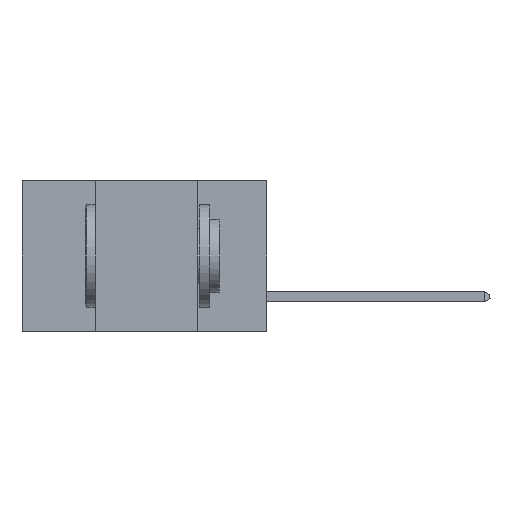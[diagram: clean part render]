
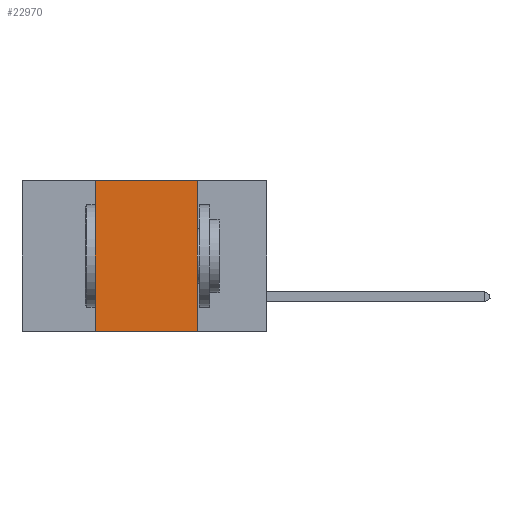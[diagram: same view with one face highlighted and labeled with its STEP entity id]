
A CAD part, left-side view. The second image highlights one B-rep face of the part: STEP entity #22970.
In plain terms, the highlighted planar face has unit normal (-1, 0, 0).
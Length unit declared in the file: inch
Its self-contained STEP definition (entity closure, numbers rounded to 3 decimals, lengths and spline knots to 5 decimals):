
#896 = DIRECTION ( 'NONE',  ( 1., 0., 0. ) ) ;
#1058 = VECTOR ( 'NONE', #28269, 39.37008 ) ;
#1060 = DIRECTION ( 'NONE',  ( 0., 0., -1. ) ) ;
#2981 = VERTEX_POINT ( 'NONE', #6075 ) ;
#4548 = CARTESIAN_POINT ( 'NONE',  ( 0., 0.42, -0.37 ) ) ;
#6075 = CARTESIAN_POINT ( 'NONE',  ( 0., 0.42, 0. ) ) ;
#7074 = EDGE_CURVE ( 'NONE', #34471, #12229, #14617, .T. ) ;
#7614 = EDGE_CURVE ( 'NONE', #2981, #34471, #28586, .T. ) ;
#11683 = CARTESIAN_POINT ( 'NONE',  ( 0., 0.17, 0. ) ) ;
#12229 = VERTEX_POINT ( 'NONE', #21929 ) ;
#14617 = LINE ( 'NONE', #11683, #19514 ) ;
#15070 = DIRECTION ( 'NONE',  ( 0., -1., 0. ) ) ;
#16520 = ORIENTED_EDGE ( 'NONE', *, *, #40987, .F. ) ;
#17548 = ORIENTED_EDGE ( 'NONE', *, *, #28173, .T. ) ;
#18961 = DIRECTION ( 'NONE',  ( 0., 0., -1. ) ) ;
#19514 = VECTOR ( 'NONE', #18961, 39.37008 ) ;
#19948 = CARTESIAN_POINT ( 'NONE',  ( 0., 0.17, 0. ) ) ;
#20672 = DIRECTION ( 'NONE',  ( 0., 0., 1. ) ) ;
#21929 = CARTESIAN_POINT ( 'NONE',  ( 0., 0.17, -0.37 ) ) ;
#22970 = ADVANCED_FACE ( 'NONE', ( #27052 ), #25704, .F. ) ;
#24670 = VERTEX_POINT ( 'NONE', #4548 ) ;
#25704 = PLANE ( 'NONE',  #29554 ) ;
#26045 = ORIENTED_EDGE ( 'NONE', *, *, #7614, .F. ) ;
#27052 = FACE_OUTER_BOUND ( 'NONE', #34615, .T. ) ;
#28173 = EDGE_CURVE ( 'NONE', #24670, #12229, #33001, .T. ) ;
#28269 = DIRECTION ( 'NONE',  ( 0., -1., 0. ) ) ;
#28586 = LINE ( 'NONE', #35408, #1058 ) ;
#29554 = AXIS2_PLACEMENT_3D ( 'NONE', #42456, #896, #1060 ) ;
#30351 = CARTESIAN_POINT ( 'NONE',  ( 0., 0.42, 0. ) ) ;
#30789 = CARTESIAN_POINT ( 'NONE',  ( 0., 0.6, -0.37 ) ) ;
#31226 = LINE ( 'NONE', #30351, #39365 ) ;
#33001 = LINE ( 'NONE', #30789, #41129 ) ;
#34471 = VERTEX_POINT ( 'NONE', #19948 ) ;
#34615 = EDGE_LOOP ( 'NONE', ( #39293, #26045, #16520, #17548 ) ) ;
#35408 = CARTESIAN_POINT ( 'NONE',  ( 0., 0.6, 0. ) ) ;
#39293 = ORIENTED_EDGE ( 'NONE', *, *, #7074, .F. ) ;
#39365 = VECTOR ( 'NONE', #20672, 39.37008 ) ;
#40987 = EDGE_CURVE ( 'NONE', #24670, #2981, #31226, .T. ) ;
#41129 = VECTOR ( 'NONE', #15070, 39.37008 ) ;
#42456 = CARTESIAN_POINT ( 'NONE',  ( 0., 0.6, 0. ) ) ;
